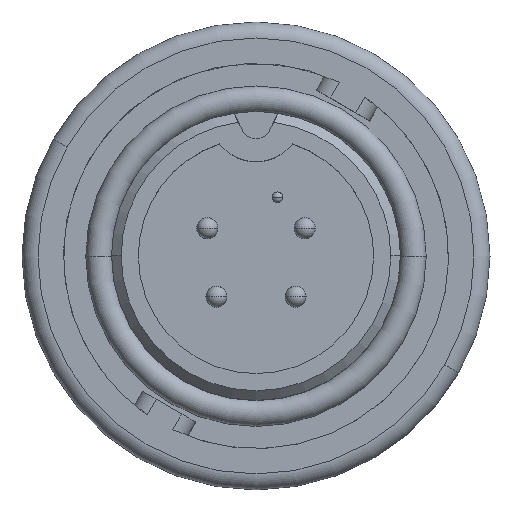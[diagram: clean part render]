
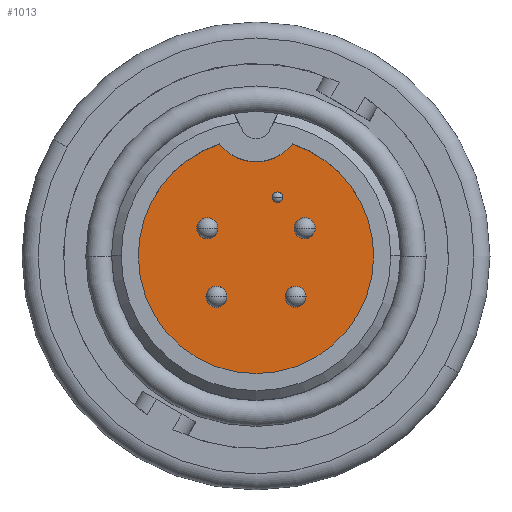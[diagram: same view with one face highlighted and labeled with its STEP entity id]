
A CAD part, top view. The second image highlights one B-rep face of the part: STEP entity #1013.
In plain terms, the highlighted planar face has unit normal (0, 0, 1).
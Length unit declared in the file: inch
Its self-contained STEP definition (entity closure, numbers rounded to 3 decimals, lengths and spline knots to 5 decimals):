
#2 = AXIS2_PLACEMENT_3D ( 'NONE', #10979, #10983, #10984 ) ;
#11 = AXIS2_PLACEMENT_3D ( 'NONE', #10969, #10970, #10971 ) ;
#1013 = ADVANCED_FACE ( 'NONE', ( #13638, #13789, #13656, #13790, #13752, #13641 ), #4743, .T. ) ;
#1128 = EDGE_CURVE ( 'NONE', #15369, #15494, #1578, .T. ) ;
#1129 = EDGE_CURVE ( 'NONE', #15495, #15489, #1579, .T. ) ;
#1130 = EDGE_CURVE ( 'NONE', #15366, #15604, #1580, .T. ) ;
#1131 = EDGE_CURVE ( 'NONE', #15505, #15612, #1581, .T. ) ;
#1132 = EDGE_CURVE ( 'NONE', #15474, #15615, #1582, .T. ) ;
#1133 = EDGE_CURVE ( 'NONE', #2691, #15622, #1583, .T. ) ;
#1134 = EDGE_CURVE ( 'NONE', #15422, #2691, #1584, .T. ) ;
#1578 = CIRCLE ( 'NONE', #13728, 0.01974 ) ;
#1579 = CIRCLE ( 'NONE', #13726, 0.01974 ) ;
#1580 = CIRCLE ( 'NONE', #13727, 0.01 ) ;
#1581 = CIRCLE ( 'NONE', #13724, 0.01974 ) ;
#1582 = CIRCLE ( 'NONE', #13725, 0.01974 ) ;
#1583 = CIRCLE ( 'NONE', #13723, 0.22 ) ;
#1584 = CIRCLE ( 'NONE', #13721, 0.085 ) ;
#1747 = CIRCLE ( 'NONE', #1847, 0.01974 ) ;
#1749 = CIRCLE ( 'NONE', #1842, 0.01974 ) ;
#1757 = CIRCLE ( 'NONE', #1823, 0.22 ) ;
#1786 = CIRCLE ( 'NONE', #1897, 0.22 ) ;
#1794 = CIRCLE ( 'NONE', #1907, 0.01974 ) ;
#1798 = CIRCLE ( 'NONE', #11, 0.01 ) ;
#1799 = CIRCLE ( 'NONE', #2, 0.01974 ) ;
#1823 = AXIS2_PLACEMENT_3D ( 'NONE', #10519, #10523, #10524 ) ;
#1842 = AXIS2_PLACEMENT_3D ( 'NONE', #10434, #10435, #10436 ) ;
#1847 = AXIS2_PLACEMENT_3D ( 'NONE', #10428, #10429, #10430 ) ;
#1897 = AXIS2_PLACEMENT_3D ( 'NONE', #10888, #10889, #10890 ) ;
#1907 = AXIS2_PLACEMENT_3D ( 'NONE', #10935, #10936, #10937 ) ;
#1915 = ORIENTED_EDGE ( 'NONE', *, *, #1134, .T. ) ;
#1921 = ORIENTED_EDGE ( 'NONE', *, *, #13572, .T. ) ;
#1981 = ORIENTED_EDGE ( 'NONE', *, *, #13483, .F. ) ;
#1992 = ORIENTED_EDGE ( 'NONE', *, *, #1131, .F. ) ;
#2030 = ORIENTED_EDGE ( 'NONE', *, *, #1130, .T. ) ;
#2033 = ORIENTED_EDGE ( 'NONE', *, *, #13595, .F. ) ;
#2081 = ORIENTED_EDGE ( 'NONE', *, *, #13591, .T. ) ;
#2087 = ORIENTED_EDGE ( 'NONE', *, *, #1132, .F. ) ;
#2092 = ORIENTED_EDGE ( 'NONE', *, *, #13485, .F. ) ;
#2188 = ORIENTED_EDGE ( 'NONE', *, *, #1133, .T. ) ;
#2226 = EDGE_LOOP ( 'NONE', ( #2030, #2081 ) ) ;
#2249 = ORIENTED_EDGE ( 'NONE', *, *, #13506, .T. ) ;
#2305 = ORIENTED_EDGE ( 'NONE', *, *, #1129, .F. ) ;
#2311 = ORIENTED_EDGE ( 'NONE', *, *, #1128, .F. ) ;
#2324 = ORIENTED_EDGE ( 'NONE', *, *, #13585, .F. ) ;
#2691 = VERTEX_POINT ( 'NONE', #8154 ) ;
#4743 = PLANE ( 'NONE',  #13791 ) ;
#4744 = CARTESIAN_POINT ( 'NONE',  ( 0., 0.13052, -0.255 ) ) ;
#4745 = DIRECTION ( 'NONE',  ( 0., 0., 1. ) ) ;
#4746 = DIRECTION ( 'NONE',  ( 1., 0., 0. ) ) ;
#5543 = CARTESIAN_POINT ( 'NONE',  ( -0.091, 0.052, -0.255 ) ) ;
#5544 = DIRECTION ( 'NONE',  ( 0., 0., 1. ) ) ;
#5545 = DIRECTION ( 'NONE',  ( 1., 0., 0. ) ) ;
#5546 = CARTESIAN_POINT ( 'NONE',  ( 0.091, 0.052, -0.255 ) ) ;
#5547 = DIRECTION ( 'NONE',  ( 0., 0., 1. ) ) ;
#5548 = DIRECTION ( 'NONE',  ( 1., 0., 0. ) ) ;
#5549 = CARTESIAN_POINT ( 'NONE',  ( 0.04, 0.11, -0.255 ) ) ;
#5550 = DIRECTION ( 'NONE',  ( 0., 0., -1. ) ) ;
#5551 = DIRECTION ( 'NONE',  ( 1., 0., 0. ) ) ;
#5552 = CARTESIAN_POINT ( 'NONE',  ( -0.074, -0.076, -0.255 ) ) ;
#5553 = DIRECTION ( 'NONE',  ( 0., 0., 1. ) ) ;
#5554 = DIRECTION ( 'NONE',  ( 1., 0., 0. ) ) ;
#5555 = CARTESIAN_POINT ( 'NONE',  ( 0.074, -0.076, -0.255 ) ) ;
#5556 = DIRECTION ( 'NONE',  ( 0., 0., 1. ) ) ;
#5557 = DIRECTION ( 'NONE',  ( 1., 0., 0. ) ) ;
#5558 = CARTESIAN_POINT ( 'NONE',  ( 0., 0., -0.255 ) ) ;
#5559 = DIRECTION ( 'NONE',  ( 0., 0., 1. ) ) ;
#5560 = DIRECTION ( 'NONE',  ( 1., 0., 0. ) ) ;
#5561 = CARTESIAN_POINT ( 'NONE',  ( 0., 0.26105, -0.255 ) ) ;
#5562 = DIRECTION ( 'NONE',  ( 0., 0., -1. ) ) ;
#5563 = DIRECTION ( 'NONE',  ( 1., 0., 0. ) ) ;
#8154 = CARTESIAN_POINT ( 'NONE',  ( -0.0675, 0.20939, -0.255 ) ) ;
#10428 = CARTESIAN_POINT ( 'NONE',  ( -0.074, -0.076, -0.255 ) ) ;
#10429 = DIRECTION ( 'NONE',  ( 0., 0., 1. ) ) ;
#10430 = DIRECTION ( 'NONE',  ( 1., 0., 0. ) ) ;
#10434 = CARTESIAN_POINT ( 'NONE',  ( 0.074, -0.076, -0.255 ) ) ;
#10435 = DIRECTION ( 'NONE',  ( 0., 0., 1. ) ) ;
#10436 = DIRECTION ( 'NONE',  ( 1., 0., 0. ) ) ;
#10519 = CARTESIAN_POINT ( 'NONE',  ( 0., 0., -0.255 ) ) ;
#10523 = DIRECTION ( 'NONE',  ( 0., 0., 1. ) ) ;
#10524 = DIRECTION ( 'NONE',  ( 1., 0., 0. ) ) ;
#10888 = CARTESIAN_POINT ( 'NONE',  ( 0., 0., -0.255 ) ) ;
#10889 = DIRECTION ( 'NONE',  ( 0., 0., 1. ) ) ;
#10890 = DIRECTION ( 'NONE',  ( 1., 0., 0. ) ) ;
#10935 = CARTESIAN_POINT ( 'NONE',  ( 0.091, 0.052, -0.255 ) ) ;
#10936 = DIRECTION ( 'NONE',  ( 0., 0., 1. ) ) ;
#10937 = DIRECTION ( 'NONE',  ( 1., 0., 0. ) ) ;
#10969 = CARTESIAN_POINT ( 'NONE',  ( 0.04, 0.11, -0.255 ) ) ;
#10970 = DIRECTION ( 'NONE',  ( 0., 0., -1. ) ) ;
#10971 = DIRECTION ( 'NONE',  ( 1., 0., 0. ) ) ;
#10979 = CARTESIAN_POINT ( 'NONE',  ( -0.091, 0.052, -0.255 ) ) ;
#10983 = DIRECTION ( 'NONE',  ( 0., 0., 1. ) ) ;
#10984 = DIRECTION ( 'NONE',  ( 1., 0., 0. ) ) ;
#11333 = CARTESIAN_POINT ( 'NONE',  ( 0.05, 0.11, -0.255 ) ) ;
#11334 = CARTESIAN_POINT ( 'NONE',  ( -0.11074, 0.052, -0.255 ) ) ;
#11350 = CARTESIAN_POINT ( 'NONE',  ( 0.0675, 0.20939, -0.255 ) ) ;
#11368 = CARTESIAN_POINT ( 'NONE',  ( 0.05426, -0.076, -0.255 ) ) ;
#11371 = CARTESIAN_POINT ( 'NONE',  ( 0.22, 0., -0.255 ) ) ;
#11377 = CARTESIAN_POINT ( 'NONE',  ( 0.11074, 0.052, -0.255 ) ) ;
#11380 = CARTESIAN_POINT ( 'NONE',  ( -0.07126, 0.052, -0.255 ) ) ;
#11381 = CARTESIAN_POINT ( 'NONE',  ( 0.07126, 0.052, -0.255 ) ) ;
#11384 = CARTESIAN_POINT ( 'NONE',  ( -0.09374, -0.076, -0.255 ) ) ;
#11427 = CARTESIAN_POINT ( 'NONE',  ( 0.03, 0.11, -0.255 ) ) ;
#11432 = CARTESIAN_POINT ( 'NONE',  ( -0.05426, -0.076, -0.255 ) ) ;
#11434 = CARTESIAN_POINT ( 'NONE',  ( 0.09374, -0.076, -0.255 ) ) ;
#11438 = CARTESIAN_POINT ( 'NONE',  ( -0.22, 0., -0.255 ) ) ;
#13483 = EDGE_CURVE ( 'NONE', #15612, #15505, #1747, .T. ) ;
#13485 = EDGE_CURVE ( 'NONE', #15615, #15474, #1749, .T. ) ;
#13506 = EDGE_CURVE ( 'NONE', #15478, #15422, #1757, .T. ) ;
#13572 = EDGE_CURVE ( 'NONE', #15622, #15478, #1786, .T. ) ;
#13585 = EDGE_CURVE ( 'NONE', #15489, #15495, #1794, .T. ) ;
#13591 = EDGE_CURVE ( 'NONE', #15604, #15366, #1798, .T. ) ;
#13595 = EDGE_CURVE ( 'NONE', #15494, #15369, #1799, .T. ) ;
#13638 = FACE_BOUND ( 'NONE', #15473, .T. ) ;
#13641 = FACE_BOUND ( 'NONE', #15415, .T. ) ;
#13656 = FACE_BOUND ( 'NONE', #2226, .T. ) ;
#13721 = AXIS2_PLACEMENT_3D ( 'NONE', #5561, #5562, #5563 ) ;
#13723 = AXIS2_PLACEMENT_3D ( 'NONE', #5558, #5559, #5560 ) ;
#13724 = AXIS2_PLACEMENT_3D ( 'NONE', #5552, #5553, #5554 ) ;
#13725 = AXIS2_PLACEMENT_3D ( 'NONE', #5555, #5556, #5557 ) ;
#13726 = AXIS2_PLACEMENT_3D ( 'NONE', #5546, #5547, #5548 ) ;
#13727 = AXIS2_PLACEMENT_3D ( 'NONE', #5549, #5550, #5551 ) ;
#13728 = AXIS2_PLACEMENT_3D ( 'NONE', #5543, #5544, #5545 ) ;
#13752 = FACE_BOUND ( 'NONE', #15544, .T. ) ;
#13789 = FACE_BOUND ( 'NONE', #15550, .T. ) ;
#13790 = FACE_OUTER_BOUND ( 'NONE', #15642, .T. ) ;
#13791 = AXIS2_PLACEMENT_3D ( 'NONE', #4744, #4745, #4746 ) ;
#15366 = VERTEX_POINT ( 'NONE', #11333 ) ;
#15369 = VERTEX_POINT ( 'NONE', #11334 ) ;
#15415 = EDGE_LOOP ( 'NONE', ( #2311, #2033 ) ) ;
#15422 = VERTEX_POINT ( 'NONE', #11350 ) ;
#15473 = EDGE_LOOP ( 'NONE', ( #2087, #2092 ) ) ;
#15474 = VERTEX_POINT ( 'NONE', #11368 ) ;
#15478 = VERTEX_POINT ( 'NONE', #11371 ) ;
#15489 = VERTEX_POINT ( 'NONE', #11377 ) ;
#15494 = VERTEX_POINT ( 'NONE', #11380 ) ;
#15495 = VERTEX_POINT ( 'NONE', #11381 ) ;
#15505 = VERTEX_POINT ( 'NONE', #11384 ) ;
#15544 = EDGE_LOOP ( 'NONE', ( #2305, #2324 ) ) ;
#15550 = EDGE_LOOP ( 'NONE', ( #1992, #1981 ) ) ;
#15604 = VERTEX_POINT ( 'NONE', #11427 ) ;
#15612 = VERTEX_POINT ( 'NONE', #11432 ) ;
#15615 = VERTEX_POINT ( 'NONE', #11434 ) ;
#15622 = VERTEX_POINT ( 'NONE', #11438 ) ;
#15642 = EDGE_LOOP ( 'NONE', ( #1915, #2188, #1921, #2249 ) ) ;
